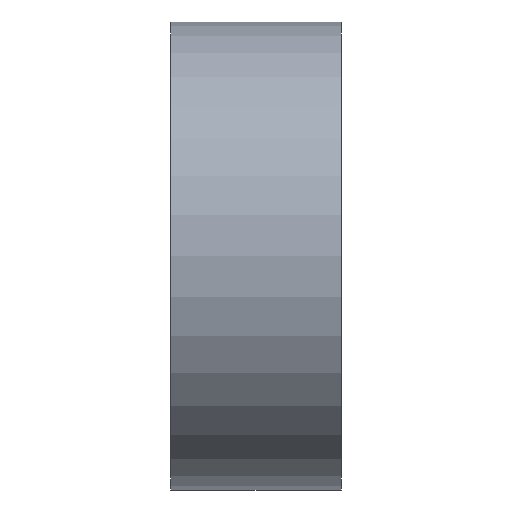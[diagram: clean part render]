
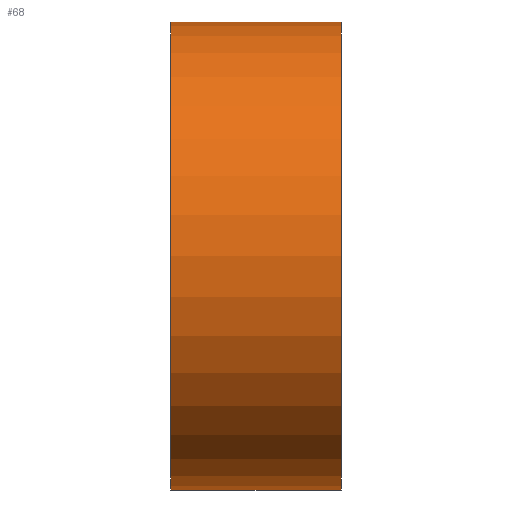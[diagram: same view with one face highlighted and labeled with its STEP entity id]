
A CAD part, left-side view. The second image highlights one B-rep face of the part: STEP entity #68.
In plain terms, the highlighted cylindrical face has radius 5.5 mm (diameter 11 mm), a partial arc.
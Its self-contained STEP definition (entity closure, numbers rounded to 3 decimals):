
#1 = EDGE_CURVE ( 'NONE', #198, #216, #394, .T. ) ;
#2 = DIRECTION ( 'NONE',  ( 0., 1., 0. ) ) ;
#21 = ORIENTED_EDGE ( 'NONE', *, *, #1, .F. ) ;
#25 = CARTESIAN_POINT ( 'NONE',  ( 0., 2., 5.5 ) ) ;
#54 = LINE ( 'NONE', #190, #175 ) ;
#68 = ADVANCED_FACE ( 'NONE', ( #321 ), #100, .T. ) ;
#74 = EDGE_CURVE ( 'NONE', #514, #198, #54, .T. ) ;
#100 = CYLINDRICAL_SURFACE ( 'NONE', #304, 5.5 ) ;
#115 = CARTESIAN_POINT ( 'NONE',  ( 0., -2., 5.5 ) ) ;
#142 = DIRECTION ( 'NONE',  ( 0., 1., 0. ) ) ;
#175 = VECTOR ( 'NONE', #142, 1000. ) ;
#190 = CARTESIAN_POINT ( 'NONE',  ( 0., 4.534, -5.5 ) ) ;
#192 = CARTESIAN_POINT ( 'NONE',  ( 0., -2., -5.5 ) ) ;
#198 = VERTEX_POINT ( 'NONE', #382 ) ;
#199 = DIRECTION ( 'NONE',  ( 0., 0., 1. ) ) ;
#201 = ORIENTED_EDGE ( 'NONE', *, *, #74, .F. ) ;
#210 = VERTEX_POINT ( 'NONE', #115 ) ;
#216 = VERTEX_POINT ( 'NONE', #25 ) ;
#236 = DIRECTION ( 'NONE',  ( 0., 1., 0. ) ) ;
#285 = CARTESIAN_POINT ( 'NONE',  ( 0., 4.534, 0. ) ) ;
#304 = AXIS2_PLACEMENT_3D ( 'NONE', #285, #236, #199 ) ;
#309 = AXIS2_PLACEMENT_3D ( 'NONE', #530, #481, #395 ) ;
#310 = EDGE_CURVE ( 'NONE', #514, #210, #558, .T. ) ;
#321 = FACE_OUTER_BOUND ( 'NONE', #495, .T. ) ;
#326 = ORIENTED_EDGE ( 'NONE', *, *, #349, .T. ) ;
#328 = VECTOR ( 'NONE', #2, 1000. ) ;
#349 = EDGE_CURVE ( 'NONE', #210, #216, #433, .T. ) ;
#353 = CARTESIAN_POINT ( 'NONE',  ( 0., 4.534, 5.5 ) ) ;
#363 = CARTESIAN_POINT ( 'NONE',  ( 0., 2., 0. ) ) ;
#382 = CARTESIAN_POINT ( 'NONE',  ( 0., 2., -5.5 ) ) ;
#394 = CIRCLE ( 'NONE', #442, 5.5 ) ;
#395 = DIRECTION ( 'NONE',  ( 0., 0., 1. ) ) ;
#401 = DIRECTION ( 'NONE',  ( 0., 1., 0. ) ) ;
#433 = LINE ( 'NONE', #353, #328 ) ;
#442 = AXIS2_PLACEMENT_3D ( 'NONE', #363, #401, #492 ) ;
#481 = DIRECTION ( 'NONE',  ( 0., 1., 0. ) ) ;
#492 = DIRECTION ( 'NONE',  ( 0., 0., 1. ) ) ;
#495 = EDGE_LOOP ( 'NONE', ( #201, #511, #326, #21 ) ) ;
#511 = ORIENTED_EDGE ( 'NONE', *, *, #310, .T. ) ;
#514 = VERTEX_POINT ( 'NONE', #192 ) ;
#530 = CARTESIAN_POINT ( 'NONE',  ( 0., -2., 0. ) ) ;
#558 = CIRCLE ( 'NONE', #309, 5.5 ) ;
